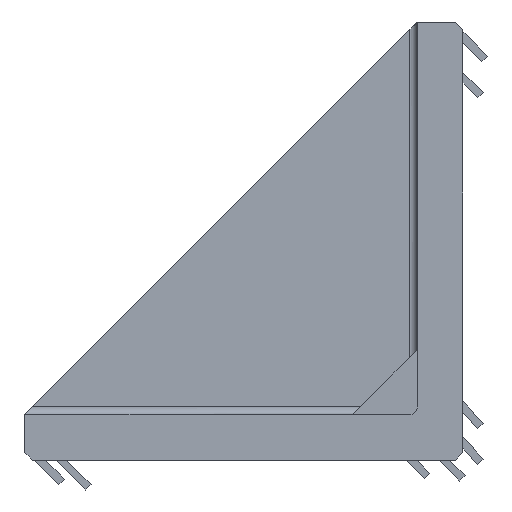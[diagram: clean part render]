
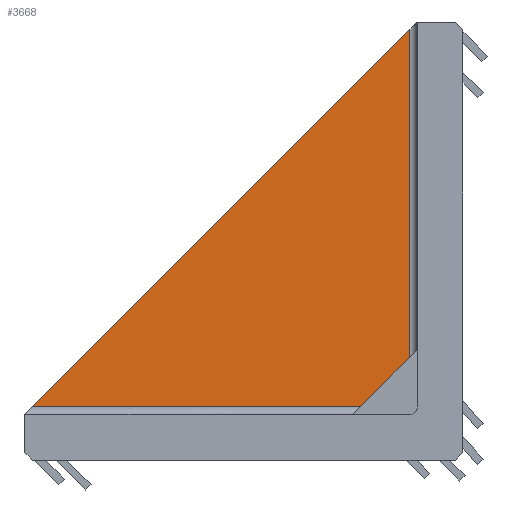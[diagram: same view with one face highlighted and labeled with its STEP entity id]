
A CAD part, left-side view. The second image highlights one B-rep face of the part: STEP entity #3668.
In plain terms, the highlighted planar face has unit normal (-1, 0, 0).
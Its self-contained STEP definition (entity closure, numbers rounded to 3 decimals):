
#171 = CARTESIAN_POINT ( 'NONE',  ( 9., -21.75, 27.75 ) ) ;
#394 = PLANE ( 'NONE',  #6737 ) ;
#528 = DIRECTION ( 'NONE',  ( 0., -1., 0. ) ) ;
#656 = EDGE_CURVE ( 'NONE', #2095, #981, #5446, .T. ) ;
#687 = LINE ( 'NONE', #6147, #1986 ) ;
#781 = VERTEX_POINT ( 'NONE', #171 ) ;
#812 = DIRECTION ( 'NONE',  ( 0., 0., -1. ) ) ;
#937 = EDGE_LOOP ( 'NONE', ( #4347, #5280, #6331 ) ) ;
#981 = VERTEX_POINT ( 'NONE', #2724 ) ;
#1286 = VECTOR ( 'NONE', #4627, 1000. ) ;
#1986 = VECTOR ( 'NONE', #2854, 1000. ) ;
#2095 = VERTEX_POINT ( 'NONE', #6725 ) ;
#2431 = DIRECTION ( 'NONE',  ( 1., 0., 0. ) ) ;
#2457 = VECTOR ( 'NONE', #528, 1000. ) ;
#2584 = FACE_OUTER_BOUND ( 'NONE', #937, .T. ) ;
#2724 = CARTESIAN_POINT ( 'NONE',  ( 9., -21.75, -21.75 ) ) ;
#2854 = DIRECTION ( 'NONE',  ( 0., -0.707, 0.707 ) ) ;
#3668 = ADVANCED_FACE ( 'NONE', ( #2584 ), #394, .F. ) ;
#3956 = LINE ( 'NONE', #6262, #1286 ) ;
#4194 = EDGE_CURVE ( 'NONE', #2095, #781, #687, .T. ) ;
#4347 = ORIENTED_EDGE ( 'NONE', *, *, #656, .T. ) ;
#4627 = DIRECTION ( 'NONE',  ( 0., 0., 1. ) ) ;
#5213 = CARTESIAN_POINT ( 'NONE',  ( 9., 28.75, 28.75 ) ) ;
#5280 = ORIENTED_EDGE ( 'NONE', *, *, #6342, .T. ) ;
#5446 = LINE ( 'NONE', #5990, #2457 ) ;
#5990 = CARTESIAN_POINT ( 'NONE',  ( 9., -22.75, -21.75 ) ) ;
#6147 = CARTESIAN_POINT ( 'NONE',  ( 9., 28.75, -22.75 ) ) ;
#6262 = CARTESIAN_POINT ( 'NONE',  ( 9., -21.75, 28.75 ) ) ;
#6331 = ORIENTED_EDGE ( 'NONE', *, *, #4194, .F. ) ;
#6342 = EDGE_CURVE ( 'NONE', #981, #781, #3956, .T. ) ;
#6725 = CARTESIAN_POINT ( 'NONE',  ( 9., 27.75, -21.75 ) ) ;
#6737 = AXIS2_PLACEMENT_3D ( 'NONE', #5213, #2431, #812 ) ;
